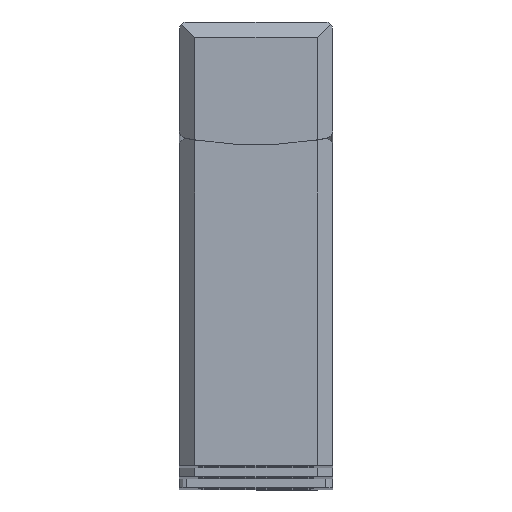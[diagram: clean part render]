
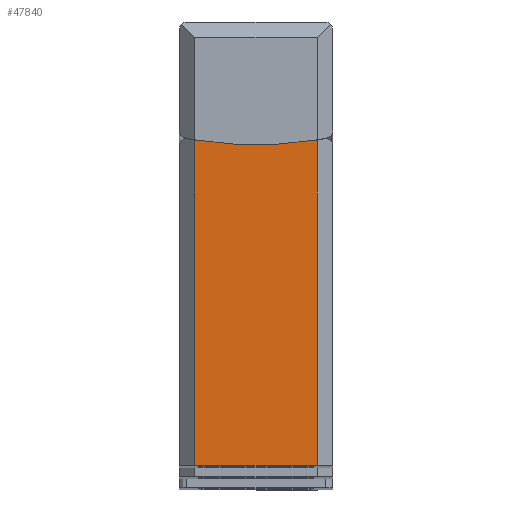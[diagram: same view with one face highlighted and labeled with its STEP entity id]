
A CAD part, top view. The second image highlights one B-rep face of the part: STEP entity #47840.
In plain terms, the highlighted planar face has unit normal (0, 0, 1).
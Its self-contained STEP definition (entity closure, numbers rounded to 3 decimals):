
#44780=CARTESIAN_POINT('',(-9.,-21.217,0.));
#44790=VERTEX_POINT('',#44780);
#44820=CARTESIAN_POINT('',(-5.,-45.895,0.));
#44830=DIRECTION('',(0.,0.,1.));
#44840=DIRECTION('',(-1.,0.,0.));
#44850=AXIS2_PLACEMENT_3D('',#44820,#44830,#44840);
#44860=CIRCLE('',#44850,25.);
#44870=CARTESIAN_POINT('',(-1.,-21.217,0.));
#44880=VERTEX_POINT('',#44870);
#44890=EDGE_CURVE('',#44880,#44790,#44860,.T.);
#46530=CARTESIAN_POINT('',(0.,0.,0.));
#46540=DIRECTION('',(-1.,0.,0.));
#46550=VECTOR('',#46540,1.);
#46560=LINE('',#46530,#46550);
#46570=CARTESIAN_POINT('',(-1.,0.,0.));
#46580=VERTEX_POINT('',#46570);
#46590=CARTESIAN_POINT('',(-9.,0.,
0.));
#46600=VERTEX_POINT('',#46590);
#46610=EDGE_CURVE('',#46580,#46600,#46560,.T.);
#47630=CARTESIAN_POINT('',(0.,0.,0.));
#47640=DIRECTION('',(0.,0.,1.));
#47650=DIRECTION('',(-1.,0.,0.));
#47660=AXIS2_PLACEMENT_3D('',#47630,#47640,#47650);
#47670=PLANE('',#47660);
#47680=CARTESIAN_POINT('',(-9.,-10.7,0.));
#47690=DIRECTION('',(0.,-1.,0.));
#47700=VECTOR('',#47690,1.);
#47710=LINE('',#47680,#47700);
#47720=EDGE_CURVE('',#46600,#44790,#47710,.T.);
#47730=ORIENTED_EDGE('',*,*,#47720,.T.);
#47740=ORIENTED_EDGE('',*,*,#46610,.T.);
#47750=CARTESIAN_POINT('',(-1.,-10.7,0.));
#47760=DIRECTION('',(0.,-1.,0.));
#47770=VECTOR('',#47760,1.);
#47780=LINE('',#47750,#47770);
#47790=EDGE_CURVE('',#46580,#44880,#47780,.T.);
#47800=ORIENTED_EDGE('',*,*,#47790,.F.);
#47810=ORIENTED_EDGE('',*,*,#44890,.F.);
#47820=EDGE_LOOP('',(#47810,#47800,#47740,#47730));
#47830=FACE_OUTER_BOUND('',#47820,.T.);
#47840=ADVANCED_FACE('',(#47830),#47670,.T.);
